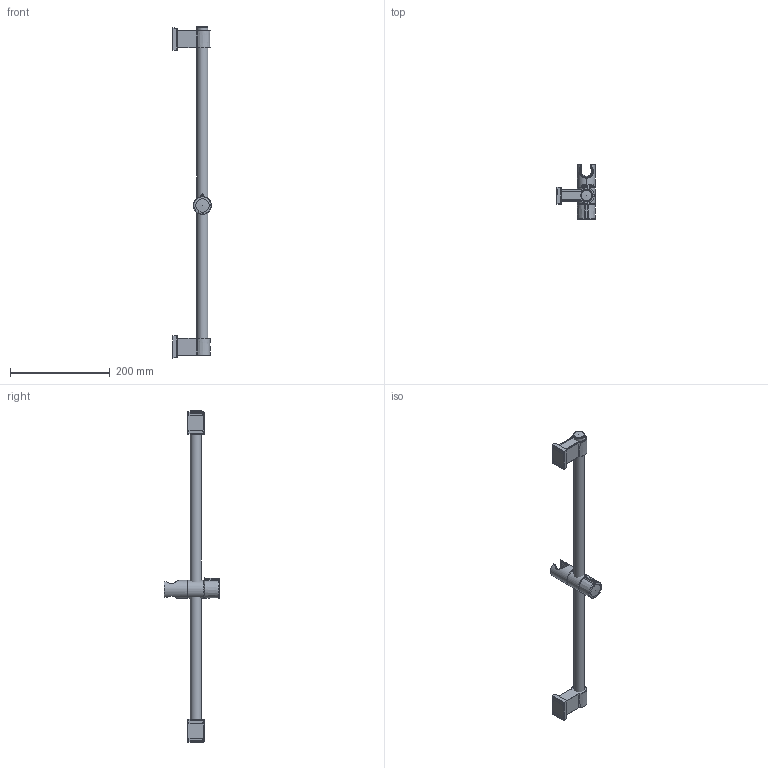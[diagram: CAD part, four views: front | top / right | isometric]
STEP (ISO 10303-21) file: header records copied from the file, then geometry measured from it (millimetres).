
FILE_DESCRIPTION(/* description */ ('Unknown'),/* implementation_level */ '2;1');
FILE_NAME(/* name */ '27724001',/* time_stamp */ '2022-09-27T18:05:21+02:00',/* author */ ('Unknown'),/* organization */ ('GROHE AG'),/* preprocessor_version */ 'ST-DEVELOPER v16.7',/* originating_system */ 'DEX',/* authorisation */ $);
FILE_SCHEMA (('AUTOMOTIVE_DESIGN {1 0 10303 214 3 1 1}'));
Length unit declared in the file: millimetre
Products named in the file (2): 27724001; id11
Assembly tree (1 placements, depth 2):
  27724001
    id11
Bounding box: 77.7 x 111.41 x 666.12 mm (x, y, z)
Surface area: 93608 mm2 (no closed solid volume)
Topology: 0 solids, 30 shells, 201 faces, 1069 edges, 870 vertices
Faces by surface type: plane 65, cylinder 58, bspline 44, torus 19, cone 11, sphere 4
Full cylindrical faces by diameter (mm): 21.9 x1, 22 x1, 33.4 x2, 36 x2
Entity records: 12061 total; most frequent: CARTESIAN_POINT 4035, DIRECTION 1421, ORIENTED_EDGE 1347, EDGE_CURVE 1033, VERTEX_POINT 855, AXIS2_PLACEMENT_3D 533, LINE 355, VECTOR 355
